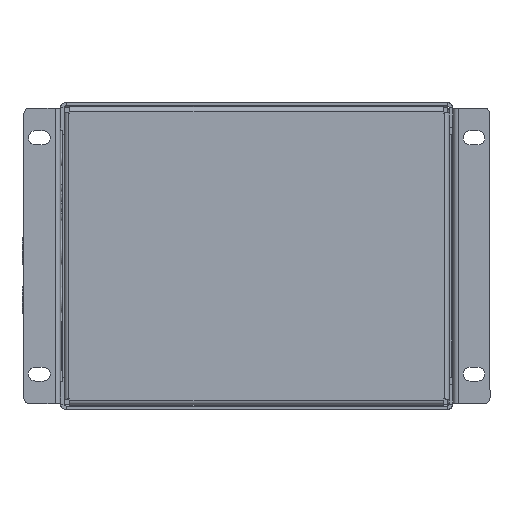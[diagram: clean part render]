
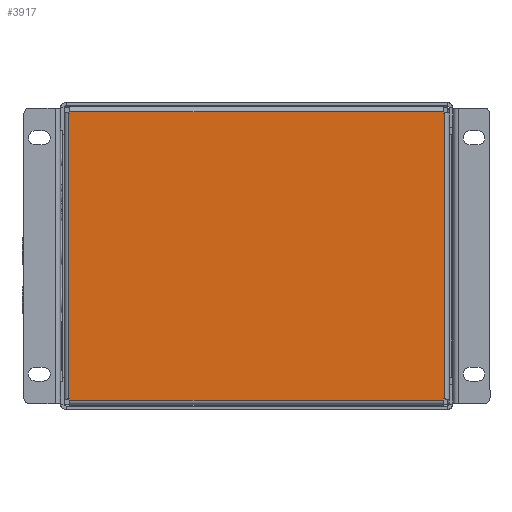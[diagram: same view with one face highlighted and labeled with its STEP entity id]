
A CAD part, top view. The second image highlights one B-rep face of the part: STEP entity #3917.
In plain terms, the highlighted face is planar.
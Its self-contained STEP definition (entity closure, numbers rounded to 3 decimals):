
#251 = VERTEX_POINT ( 'NONE', #29165 ) ;
#253 = VERTEX_POINT ( 'NONE', #29167 ) ;
#265 = VERTEX_POINT ( 'NONE', #29179 ) ;
#278 = VERTEX_POINT ( 'NONE', #29192 ) ;
#279 = VERTEX_POINT ( 'NONE', #29193 ) ;
#292 = VERTEX_POINT ( 'NONE', #29214 ) ;
#293 = VERTEX_POINT ( 'NONE', #29215 ) ;
#296 = VERTEX_POINT ( 'NONE', #29219 ) ;
#297 = VERTEX_POINT ( 'NONE', #29221 ) ;
#298 = VERTEX_POINT ( 'NONE', #29223 ) ;
#299 = VERTEX_POINT ( 'NONE', #29225 ) ;
#436 = VERTEX_POINT ( 'NONE', #29467 ) ;
#2549 = CARTESIAN_POINT ( 'NONE',  ( 48.958, -37.592, 0. ) ) ;
#2552 = LINE ( 'NONE', #2549, #15773 ) ;
#2555 = LINE ( 'NONE', #2558, #15786 ) ;
#2556 = CARTESIAN_POINT ( 'NONE',  ( 48.958, -37.492, 0. ) ) ;
#2557 = DIRECTION ( 'NONE',  ( 0., 1., 0. ) ) ;
#2558 = CARTESIAN_POINT ( 'NONE',  ( 48.958, 37.492, 0. ) ) ;
#2559 = LINE ( 'NONE', #2556, #15788 ) ;
#2560 = DIRECTION ( 'NONE',  ( 1., 0., 0. ) ) ;
#2564 = LINE ( 'NONE', #2570, #15789 ) ;
#2566 = DIRECTION ( 'NONE',  ( -1., 0., 0. ) ) ;
#2570 = CARTESIAN_POINT ( 'NONE',  ( -49.23, -37.592, 0. ) ) ;
#2571 = DIRECTION ( 'NONE',  ( 0., 1., 0. ) ) ;
#2572 = LINE ( 'NONE', #2573, #15795 ) ;
#2573 = CARTESIAN_POINT ( 'NONE',  ( 48.958, -37.864, 0. ) ) ;
#2574 = DIRECTION ( 'NONE',  ( -1., 0., 0. ) ) ;
#2575 = LINE ( 'NONE', #2576, #15797 ) ;
#2576 = CARTESIAN_POINT ( 'NONE',  ( 49.23, 37.592, 0. ) ) ;
#2577 = DIRECTION ( 'NONE',  ( 0., -1., 0. ) ) ;
#2578 = LINE ( 'NONE', #2580, #15799 ) ;
#2579 = LINE ( 'NONE', #2585, #15802 ) ;
#2580 = CARTESIAN_POINT ( 'NONE',  ( 48.958, -37.492, 0. ) ) ;
#2581 = DIRECTION ( 'NONE',  ( -1., 0., 0. ) ) ;
#2582 = CARTESIAN_POINT ( 'NONE',  ( 48.958, 37.492, 0. ) ) ;
#2583 = LINE ( 'NONE', #2582, #15801 ) ;
#2585 = CARTESIAN_POINT ( 'NONE',  ( 48.958, 37.592, 0. ) ) ;
#2586 = LINE ( 'NONE', #2591, #15807 ) ;
#2587 = DIRECTION ( 'NONE',  ( 0., 1., 0. ) ) ;
#2588 = CARTESIAN_POINT ( 'NONE',  ( -48.959, 37.864, 0. ) ) ;
#2589 = LINE ( 'NONE', #2588, #15804 ) ;
#2590 = DIRECTION ( 'NONE',  ( 1., 0., 0. ) ) ;
#2591 = CARTESIAN_POINT ( 'NONE',  ( -48.959, -37.592, 0. ) ) ;
#2593 = DIRECTION ( 'NONE',  ( 0., -1., 0. ) ) ;
#2595 = DIRECTION ( 'NONE',  ( 1., 0., 0. ) ) ;
#2596 = LINE ( 'NONE', #2606, #15815 ) ;
#2606 = CARTESIAN_POINT ( 'NONE',  ( -48.959, 37.592, 0. ) ) ;
#2607 = DIRECTION ( 'NONE',  ( 0., -1., 0. ) ) ;
#3917 = ADVANCED_FACE ( 'NONE', ( #11692 ), #11723, .T. ) ;
#5036 = AXIS2_PLACEMENT_3D ( 'NONE', #11694, #11725, #11726 ) ;
#11692 = FACE_OUTER_BOUND ( 'NONE', #23279, .T. ) ;
#11694 = CARTESIAN_POINT ( 'NONE',  ( 48.958, 37.592, 0. ) ) ;
#11723 = PLANE ( 'NONE',  #5036 ) ;
#11725 = DIRECTION ( 'NONE',  ( 0., 0., -1. ) ) ;
#11726 = DIRECTION ( 'NONE',  ( -1., 0., 0. ) ) ;
#15773 = VECTOR ( 'NONE', #2557, 1000. ) ;
#15786 = VECTOR ( 'NONE', #2560, 1000. ) ;
#15788 = VECTOR ( 'NONE', #2566, 1000. ) ;
#15789 = VECTOR ( 'NONE', #2571, 1000. ) ;
#15795 = VECTOR ( 'NONE', #2574, 1000. ) ;
#15797 = VECTOR ( 'NONE', #2577, 1000. ) ;
#15799 = VECTOR ( 'NONE', #2581, 1000. ) ;
#15801 = VECTOR ( 'NONE', #2590, 1000. ) ;
#15802 = VECTOR ( 'NONE', #2587, 1000. ) ;
#15804 = VECTOR ( 'NONE', #2595, 1000. ) ;
#15807 = VECTOR ( 'NONE', #2593, 1000. ) ;
#15815 = VECTOR ( 'NONE', #2607, 1000. ) ;
#23009 = EDGE_CURVE ( 'NONE', #278, #251, #2552, .T. ) ;
#23011 = EDGE_CURVE ( 'NONE', #292, #279, #2555, .T. ) ;
#23016 = EDGE_CURVE ( 'NONE', #436, #251, #2559, .T. ) ;
#23020 = EDGE_CURVE ( 'NONE', #297, #298, #2564, .T. ) ;
#23023 = EDGE_CURVE ( 'NONE', #278, #253, #2572, .T. ) ;
#23025 = EDGE_CURVE ( 'NONE', #279, #436, #2575, .T. ) ;
#23027 = EDGE_CURVE ( 'NONE', #293, #297, #2578, .T. ) ;
#23032 = EDGE_CURVE ( 'NONE', #292, #265, #2579, .T. ) ;
#23034 = EDGE_CURVE ( 'NONE', #298, #299, #2583, .T. ) ;
#23037 = EDGE_CURVE ( 'NONE', #293, #253, #2586, .T. ) ;
#23039 = EDGE_CURVE ( 'NONE', #296, #265, #2589, .T. ) ;
#23048 = EDGE_CURVE ( 'NONE', #296, #299, #2596, .T. ) ;
#23279 = EDGE_LOOP ( 'NONE', ( #28918, #28950, #28947, #29023, #29030, #29009, #29016, #28945, #28999, #28973, #28961, #28974 ) ) ;
#28918 = ORIENTED_EDGE ( 'NONE', *, *, #23011, .T. ) ;
#28945 = ORIENTED_EDGE ( 'NONE', *, *, #23020, .T. ) ;
#28947 = ORIENTED_EDGE ( 'NONE', *, *, #23016, .T. ) ;
#28950 = ORIENTED_EDGE ( 'NONE', *, *, #23025, .T. ) ;
#28961 = ORIENTED_EDGE ( 'NONE', *, *, #23039, .T. ) ;
#28973 = ORIENTED_EDGE ( 'NONE', *, *, #23048, .F. ) ;
#28974 = ORIENTED_EDGE ( 'NONE', *, *, #23032, .F. ) ;
#28999 = ORIENTED_EDGE ( 'NONE', *, *, #23034, .T. ) ;
#29009 = ORIENTED_EDGE ( 'NONE', *, *, #23037, .F. ) ;
#29016 = ORIENTED_EDGE ( 'NONE', *, *, #23027, .T. ) ;
#29023 = ORIENTED_EDGE ( 'NONE', *, *, #23009, .F. ) ;
#29030 = ORIENTED_EDGE ( 'NONE', *, *, #23023, .T. ) ;
#29165 = CARTESIAN_POINT ( 'NONE',  ( 48.958, -37.492, 0. ) ) ;
#29167 = CARTESIAN_POINT ( 'NONE',  ( -48.959, -37.864, 0. ) ) ;
#29179 = CARTESIAN_POINT ( 'NONE',  ( 48.958, 37.864, 0. ) ) ;
#29192 = CARTESIAN_POINT ( 'NONE',  ( 48.958, -37.864, 0. ) ) ;
#29193 = CARTESIAN_POINT ( 'NONE',  ( 49.23, 37.492, 0. ) ) ;
#29214 = CARTESIAN_POINT ( 'NONE',  ( 48.958, 37.492, 0. ) ) ;
#29215 = CARTESIAN_POINT ( 'NONE',  ( -48.959, -37.492, 0. ) ) ;
#29219 = CARTESIAN_POINT ( 'NONE',  ( -48.959, 37.864, 0. ) ) ;
#29221 = CARTESIAN_POINT ( 'NONE',  ( -49.23, -37.492, 0. ) ) ;
#29223 = CARTESIAN_POINT ( 'NONE',  ( -49.23, 37.492, 0. ) ) ;
#29225 = CARTESIAN_POINT ( 'NONE',  ( -48.959, 37.492, 0. ) ) ;
#29467 = CARTESIAN_POINT ( 'NONE',  ( 49.23, -37.492, 0. ) ) ;
